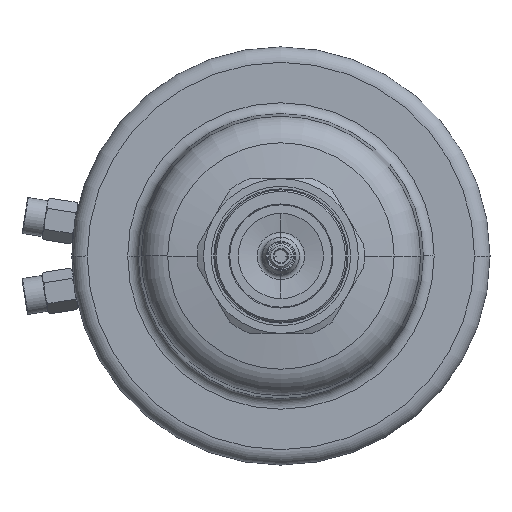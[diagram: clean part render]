
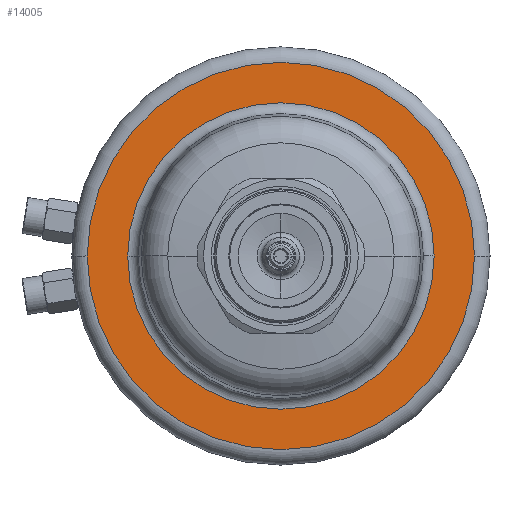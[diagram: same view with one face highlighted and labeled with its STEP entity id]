
A CAD part, front view. The second image highlights one B-rep face of the part: STEP entity #14005.
In plain terms, the highlighted face is planar.
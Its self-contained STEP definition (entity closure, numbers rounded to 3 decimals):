
#9258=CARTESIAN_POINT('',(0.,18.5,0.));
#9259=DIRECTION('',(0.,1.,0.));
#9260=DIRECTION('',(1.,0.,0.));
#9261=AXIS2_PLACEMENT_3D('',#9258,#9259,#9260);
#9273=CARTESIAN_POINT('',(0.,18.5,0.));
#9274=DIRECTION('',(0.,1.,0.));
#9275=DIRECTION('',(-1.,0.,0.));
#9276=AXIS2_PLACEMENT_3D('',#9273,#9274,#9275);
#9306=CARTESIAN_POINT('',(0.,18.5,0.));
#9307=DIRECTION('',(0.,-1.,0.));
#9308=DIRECTION('',(1.,0.,0.));
#9309=AXIS2_PLACEMENT_3D('',#9306,#9307,#9308);
#9329=CARTESIAN_POINT('',(0.,18.5,0.));
#9330=DIRECTION('',(0.,-1.,0.));
#9331=DIRECTION('',(-1.,0.,0.));
#9332=AXIS2_PLACEMENT_3D('',#9329,#9330,#9331);
#12560=CARTESIAN_POINT('',(-62.55,18.5,0.));
#12561=CARTESIAN_POINT('',(62.55,18.5,0.));
#12562=VERTEX_POINT('',#12560);
#12563=VERTEX_POINT('',#12561);
#12580=CARTESIAN_POINT('',(49.498,18.5,0.));
#12581=CARTESIAN_POINT('',(-49.498,18.5,0.));
#12582=VERTEX_POINT('',#12580);
#12583=VERTEX_POINT('',#12581);
#13990=CARTESIAN_POINT('',(0.,18.5,0.));
#13991=DIRECTION('',(0.,-1.,0.));
#13992=DIRECTION('',(-1.,0.,0.));
#13993=AXIS2_PLACEMENT_3D('',#13990,#13991,#13992);
#13994=PLANE('',#13993);
#13995=ORIENTED_EDGE('',*,*,#13971,.F.);
#13996=ORIENTED_EDGE('',*,*,#13953,.F.);
#13997=EDGE_LOOP('',(#13995,#13996));
#13998=FACE_OUTER_BOUND('',#13997,.F.);
#14000=ORIENTED_EDGE('',*,*,#13999,.F.);
#14002=ORIENTED_EDGE('',*,*,#14001,.F.);
#14003=EDGE_LOOP('',(#14000,#14002));
#14004=FACE_BOUND('',#14003,.F.);
#14005=ADVANCED_FACE('',(#13998,#14004),#13994,.F.);
#9262=CIRCLE('',#9261,62.55);
#9277=CIRCLE('',#9276,62.55);
#9310=CIRCLE('',#9309,49.498);
#9333=CIRCLE('',#9332,49.498);
#13953=EDGE_CURVE('',#12563,#12562,#9262,.T.);
#13971=EDGE_CURVE('',#12562,#12563,#9277,.T.);
#13999=EDGE_CURVE('',#12582,#12583,#9310,.T.);
#14001=EDGE_CURVE('',#12583,#12582,#9333,.T.);
